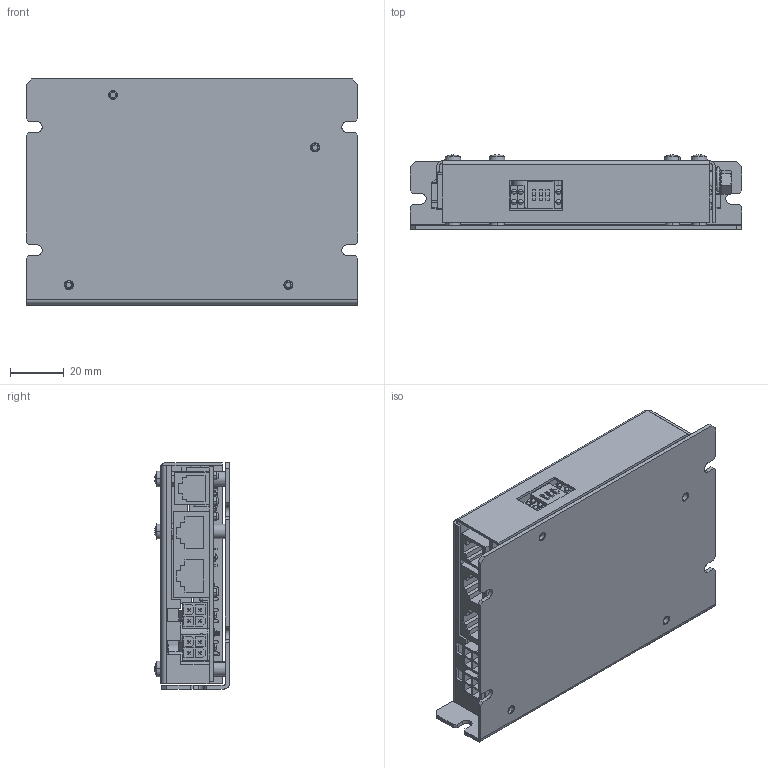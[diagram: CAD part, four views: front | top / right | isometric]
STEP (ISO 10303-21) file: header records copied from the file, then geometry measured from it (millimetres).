
FILE_DESCRIPTION (( 'STEP AP214' ), '1' );
FILE_NAME ('A1100.STEP', '2014-03-27T13:16:00', ( '' ), ( '' ), 'SwSTEP 2.0', 'SolidWorks 2010', '' );
FILE_SCHEMA (( 'AUTOMOTIVE_DESIGN' ));
Length unit declared in the file: millimetre
Products named in the file (1): A1100
Bounding box: 124 x 27.95 x 84.5 mm (x, y, z)
Volume: 65872.3 mm3; surface area: 86634.6 mm2
Topology: 1 solids, 14 shells, 1968 faces, 4742 edges, 2985 vertices
Faces by surface type: plane 1444, cylinder 366, cone 104, torus 36, sphere 12, bspline 6
Entity records: 58416 total; most frequent: CARTESIAN_POINT 10118, DIRECTION 9479, ORIENTED_EDGE 9436, EDGE_CURVE 4718, VECTOR 3703, LINE 3703, VERTEX_POINT 2973, AXIS2_PLACEMENT_3D 2888
